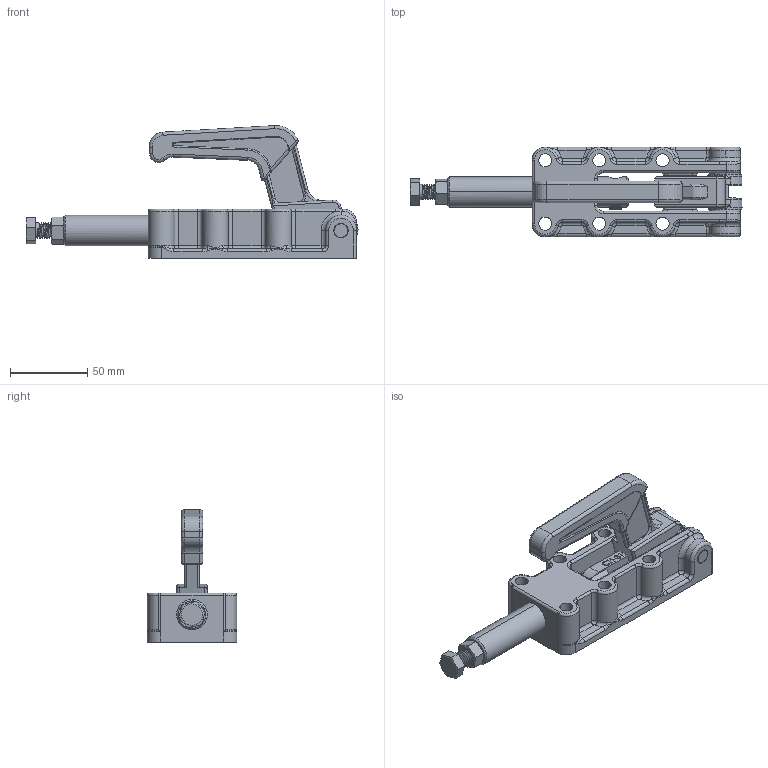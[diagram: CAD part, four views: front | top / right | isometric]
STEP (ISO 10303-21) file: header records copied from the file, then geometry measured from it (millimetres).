
FILE_DESCRIPTION (( 'STEP AP203' ), '1' );
FILE_NAME ('CH-31200.STEP', '2010-06-07T12:10:48', ( '微软用户' ), ( '微软中国' ), 'SwSTEP 2.0', 'SolidWorks 2008', '' );
FILE_SCHEMA (( 'CONFIG_CONTROL_DESIGN' ));
Length unit declared in the file: millimetre
Products named in the file (11): CH-31200-03_默认; 31200-03_默认; CH-31200-03-1_默认; CH-31200; 31200-02_默认; 31200-04_默认; M10_默认; M10-75_默认; 31200-06_默认; 31200-05_默认
Assembly tree (12 placements, depth 3):
  CH-31200
    31200-03_默认
    31200-06_默认  x2
    31200-04_默认
    CH-31200-03_默认
      CH-31200-03-1_默认
      CH-31200-03_默认
    31200-02_默认
    M10-75_默认
    31200-05_默认  x2
    M10_默认
Bounding box: 215.04 x 58 x 86.03 mm (x, y, z)
Volume: 216196.1 mm3; surface area: 87238.4 mm2
Topology: 11 solids, 11 shells, 1498 faces, 4126 edges, 2654 vertices
Faces by surface type: cylinder 662, plane 549, bspline 112, torus 109, cone 60, sphere 6
Entity records: 49267 total; most frequent: CARTESIAN_POINT 21884, ORIENTED_EDGE 5886, DIRECTION 5051, EDGE_CURVE 2943, AXIS2_PLACEMENT_3D 1876, VERTEX_POINT 1874, VECTOR 1299, LINE 1299
